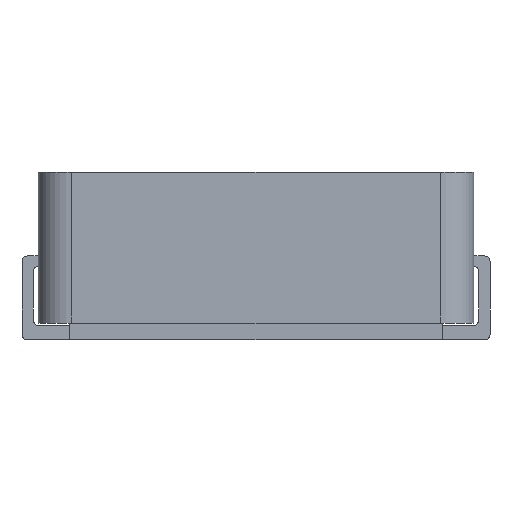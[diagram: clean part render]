
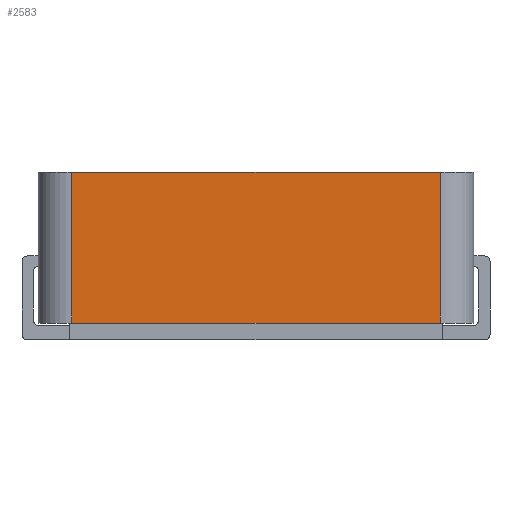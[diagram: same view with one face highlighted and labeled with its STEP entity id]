
A CAD part, front view. The second image highlights one B-rep face of the part: STEP entity #2583.
In plain terms, the highlighted planar face has unit normal (0, -1, 0).
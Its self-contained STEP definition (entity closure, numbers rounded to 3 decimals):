
#2005 = EDGE_CURVE('',#2006,#2008,#2010,.T.);
#2006 = VERTEX_POINT('',#2007);
#2007 = CARTESIAN_POINT('',(3.3,-3.5,0.3));
#2008 = VERTEX_POINT('',#2009);
#2009 = CARTESIAN_POINT('',(-3.3,-3.5,0.3));
#2010 = SURFACE_CURVE('',#2011,(#2015,#2027),.PCURVE_S1.);
#2011 = LINE('',#2012,#2013);
#2012 = CARTESIAN_POINT('',(-0.017,-3.5,0.3));
#2013 = VECTOR('',#2014,1.);
#2014 = DIRECTION('',(-1.,0.,0.));
#2015 = PCURVE('',#2016,#2021);
#2016 = PLANE('',#2017);
#2017 = AXIS2_PLACEMENT_3D('',#2018,#2019,#2020);
#2018 = CARTESIAN_POINT('',(-0.034,0.103,0.3));
#2019 = DIRECTION('',(0.,0.,1.));
#2020 = DIRECTION('',(1.,0.,0.));
#2021 = DEFINITIONAL_REPRESENTATION('',(#2022),#2026);
#2022 = LINE('',#2023,#2024);
#2023 = CARTESIAN_POINT('',(0.017,-3.603));
#2024 = VECTOR('',#2025,1.);
#2025 = DIRECTION('',(-1.,0.));
#2026 = ( GEOMETRIC_REPRESENTATION_CONTEXT(2) 
PARAMETRIC_REPRESENTATION_CONTEXT() REPRESENTATION_CONTEXT('2D SPACE',''
  ) );
#2027 = PCURVE('',#2028,#2033);
#2028 = PLANE('',#2029);
#2029 = AXIS2_PLACEMENT_3D('',#2030,#2031,#2032);
#2030 = CARTESIAN_POINT('',(0.,-3.5,1.5));
#2031 = DIRECTION('',(0.,-1.,0.));
#2032 = DIRECTION('',(0.,0.,-1.));
#2033 = DEFINITIONAL_REPRESENTATION('',(#2034),#2038);
#2034 = LINE('',#2035,#2036);
#2035 = CARTESIAN_POINT('',(1.2,-0.017));
#2036 = VECTOR('',#2037,1.);
#2037 = DIRECTION('',(0.,-1.));
#2038 = ( GEOMETRIC_REPRESENTATION_CONTEXT(2) 
PARAMETRIC_REPRESENTATION_CONTEXT() REPRESENTATION_CONTEXT('2D SPACE',''
  ) );
#2057 = CYLINDRICAL_SURFACE('',#2058,0.6);
#2058 = AXIS2_PLACEMENT_3D('',#2059,#2060,#2061);
#2059 = CARTESIAN_POINT('',(3.3,-2.9,0.3));
#2060 = DIRECTION('',(0.,0.,1.));
#2061 = DIRECTION('',(0.,-1.,0.));
#2235 = CYLINDRICAL_SURFACE('',#2236,0.6);
#2236 = AXIS2_PLACEMENT_3D('',#2237,#2238,#2239);
#2237 = CARTESIAN_POINT('',(-3.3,-2.9,3.));
#2238 = DIRECTION('',(0.,0.,-1.));
#2239 = DIRECTION('',(0.,-1.,0.));
#2583 = ADVANCED_FACE('',(#2584),#2028,.T.);
#2584 = FACE_BOUND('',#2585,.T.);
#2585 = EDGE_LOOP('',(#2586,#2616,#2636,#2637));
#2586 = ORIENTED_EDGE('',*,*,#2587,.T.);
#2587 = EDGE_CURVE('',#2588,#2590,#2592,.T.);
#2588 = VERTEX_POINT('',#2589);
#2589 = CARTESIAN_POINT('',(3.3,-3.5,3.));
#2590 = VERTEX_POINT('',#2591);
#2591 = CARTESIAN_POINT('',(-3.3,-3.5,3.));
#2592 = SURFACE_CURVE('',#2593,(#2597,#2604),.PCURVE_S1.);
#2593 = LINE('',#2594,#2595);
#2594 = CARTESIAN_POINT('',(3.9,-3.5,3.));
#2595 = VECTOR('',#2596,1.);
#2596 = DIRECTION('',(-1.,0.,0.));
#2597 = PCURVE('',#2028,#2598);
#2598 = DEFINITIONAL_REPRESENTATION('',(#2599),#2603);
#2599 = LINE('',#2600,#2601);
#2600 = CARTESIAN_POINT('',(-1.5,3.9));
#2601 = VECTOR('',#2602,1.);
#2602 = DIRECTION('',(0.,-1.));
#2603 = ( GEOMETRIC_REPRESENTATION_CONTEXT(2) 
PARAMETRIC_REPRESENTATION_CONTEXT() REPRESENTATION_CONTEXT('2D SPACE',''
  ) );
#2604 = PCURVE('',#2605,#2610);
#2605 = PLANE('',#2606);
#2606 = AXIS2_PLACEMENT_3D('',#2607,#2608,#2609);
#2607 = CARTESIAN_POINT('',(3.9,3.5,3.));
#2608 = DIRECTION('',(0.,0.,-1.));
#2609 = DIRECTION('',(-1.,0.,0.));
#2610 = DEFINITIONAL_REPRESENTATION('',(#2611),#2615);
#2611 = LINE('',#2612,#2613);
#2612 = CARTESIAN_POINT('',(0.,-7.));
#2613 = VECTOR('',#2614,1.);
#2614 = DIRECTION('',(1.,0.));
#2615 = ( GEOMETRIC_REPRESENTATION_CONTEXT(2) 
PARAMETRIC_REPRESENTATION_CONTEXT() REPRESENTATION_CONTEXT('2D SPACE',''
  ) );
#2616 = ORIENTED_EDGE('',*,*,#2617,.T.);
#2617 = EDGE_CURVE('',#2590,#2008,#2618,.T.);
#2618 = SURFACE_CURVE('',#2619,(#2623,#2630),.PCURVE_S1.);
#2619 = LINE('',#2620,#2621);
#2620 = CARTESIAN_POINT('',(-3.3,-3.5,3.));
#2621 = VECTOR('',#2622,1.);
#2622 = DIRECTION('',(0.,0.,-1.));
#2623 = PCURVE('',#2028,#2624);
#2624 = DEFINITIONAL_REPRESENTATION('',(#2625),#2629);
#2625 = LINE('',#2626,#2627);
#2626 = CARTESIAN_POINT('',(-1.5,-3.3));
#2627 = VECTOR('',#2628,1.);
#2628 = DIRECTION('',(1.,0.));
#2629 = ( GEOMETRIC_REPRESENTATION_CONTEXT(2) 
PARAMETRIC_REPRESENTATION_CONTEXT() REPRESENTATION_CONTEXT('2D SPACE',''
  ) );
#2630 = PCURVE('',#2235,#2631);
#2631 = DEFINITIONAL_REPRESENTATION('',(#2632),#2635);
#2632 = B_SPLINE_CURVE_WITH_KNOTS('',1,(#2633,#2634),.UNSPECIFIED.,.F.,
  .F.,(2,2),(0.,2.7),.PIECEWISE_BEZIER_KNOTS.);
#2633 = CARTESIAN_POINT('',(0.,0.));
#2634 = CARTESIAN_POINT('',(0.,2.7));
#2635 = ( GEOMETRIC_REPRESENTATION_CONTEXT(2) 
PARAMETRIC_REPRESENTATION_CONTEXT() REPRESENTATION_CONTEXT('2D SPACE',''
  ) );
#2636 = ORIENTED_EDGE('',*,*,#2005,.F.);
#2637 = ORIENTED_EDGE('',*,*,#2638,.T.);
#2638 = EDGE_CURVE('',#2006,#2588,#2639,.T.);
#2639 = SURFACE_CURVE('',#2640,(#2644,#2651),.PCURVE_S1.);
#2640 = LINE('',#2641,#2642);
#2641 = CARTESIAN_POINT('',(3.3,-3.5,0.3));
#2642 = VECTOR('',#2643,1.);
#2643 = DIRECTION('',(0.,0.,1.));
#2644 = PCURVE('',#2028,#2645);
#2645 = DEFINITIONAL_REPRESENTATION('',(#2646),#2650);
#2646 = LINE('',#2647,#2648);
#2647 = CARTESIAN_POINT('',(1.2,3.3));
#2648 = VECTOR('',#2649,1.);
#2649 = DIRECTION('',(-1.,0.));
#2650 = ( GEOMETRIC_REPRESENTATION_CONTEXT(2) 
PARAMETRIC_REPRESENTATION_CONTEXT() REPRESENTATION_CONTEXT('2D SPACE',''
  ) );
#2651 = PCURVE('',#2057,#2652);
#2652 = DEFINITIONAL_REPRESENTATION('',(#2653),#2656);
#2653 = B_SPLINE_CURVE_WITH_KNOTS('',1,(#2654,#2655),.UNSPECIFIED.,.F.,
  .F.,(2,2),(0.,2.7),.PIECEWISE_BEZIER_KNOTS.);
#2654 = CARTESIAN_POINT('',(0.,0.));
#2655 = CARTESIAN_POINT('',(0.,2.7));
#2656 = ( GEOMETRIC_REPRESENTATION_CONTEXT(2) 
PARAMETRIC_REPRESENTATION_CONTEXT() REPRESENTATION_CONTEXT('2D SPACE',''
  ) );
